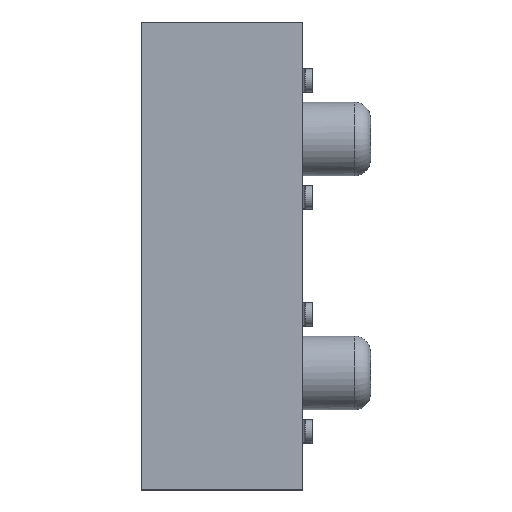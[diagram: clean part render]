
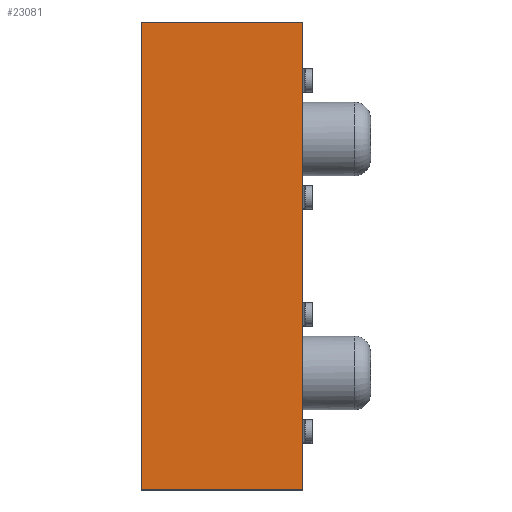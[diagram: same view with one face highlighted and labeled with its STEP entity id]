
A CAD part, top view. The second image highlights one B-rep face of the part: STEP entity #23081.
In plain terms, the highlighted planar face has unit normal (0, 0, 1).
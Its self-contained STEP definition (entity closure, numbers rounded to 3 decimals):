
#1457=DIRECTION('',(0.,-1.,0.));
#1458=VECTOR('',#1457,10.16);
#1459=CARTESIAN_POINT('',(-3.51,12.7,2.54));
#1460=LINE('',#1459,#1458);
#8146=DIRECTION('',(1.,0.,0.));
#8147=VECTOR('',#8146,3.51);
#8148=CARTESIAN_POINT('',(-3.51,2.54,2.54));
#8149=LINE('',#8148,#8147);
#8150=DIRECTION('',(-1.,0.,0.));
#8151=VECTOR('',#8150,3.51);
#8152=CARTESIAN_POINT('',(0.,12.7,2.54));
#8153=LINE('',#8152,#8151);
#8154=DIRECTION('',(0.,1.,0.));
#8155=VECTOR('',#8154,10.16);
#8156=CARTESIAN_POINT('',(0.,2.54,2.54));
#8157=LINE('',#8156,#8155);
#11146=CARTESIAN_POINT('',(0.,12.7,2.54));
#11147=CARTESIAN_POINT('',(-3.51,12.7,2.54));
#11148=VERTEX_POINT('',#11146);
#11149=VERTEX_POINT('',#11147);
#11390=CARTESIAN_POINT('',(-3.51,2.54,2.54));
#11392=VERTEX_POINT('',#11390);
#11394=CARTESIAN_POINT('',(0.,2.54,2.54));
#11395=VERTEX_POINT('',#11394);
#23067=CARTESIAN_POINT('',(-3.51,0.,2.54));
#23068=DIRECTION('',(0.,0.,1.));
#23069=DIRECTION('',(1.,0.,0.));
#23070=AXIS2_PLACEMENT_3D('',#23067,#23068,#23069);
#23071=PLANE('',#23070);
#23073=ORIENTED_EDGE('',*,*,#23072,.F.);
#23075=ORIENTED_EDGE('',*,*,#23074,.F.);
#23076=ORIENTED_EDGE('',*,*,#13468,.F.);
#23078=ORIENTED_EDGE('',*,*,#23077,.F.);
#23079=EDGE_LOOP('',(#23073,#23075,#23076,#23078));
#23080=FACE_OUTER_BOUND('',#23079,.F.);
#23081=ADVANCED_FACE('',(#23080),#23071,.T.);
#13468=EDGE_CURVE('',#11149,#11392,#1460,.T.);
#23072=EDGE_CURVE('',#11395,#11148,#8157,.T.);
#23074=EDGE_CURVE('',#11392,#11395,#8149,.T.);
#23077=EDGE_CURVE('',#11148,#11149,#8153,.T.);
